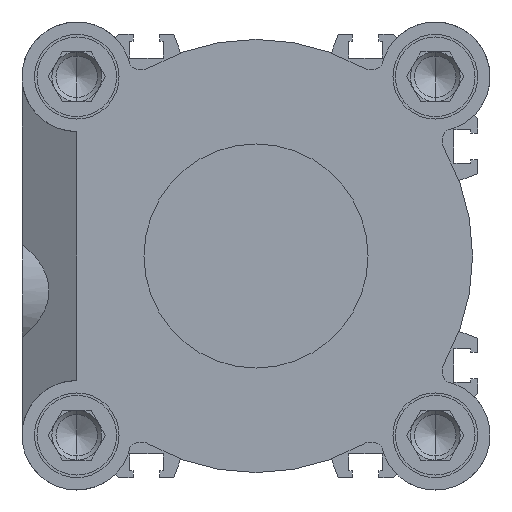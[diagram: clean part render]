
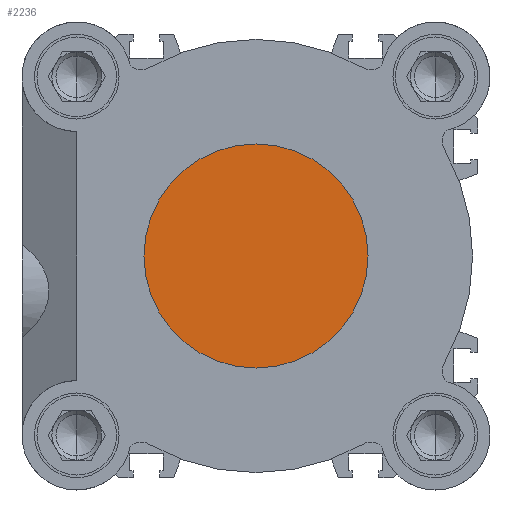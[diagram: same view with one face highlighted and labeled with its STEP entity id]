
A CAD part, left-side view. The second image highlights one B-rep face of the part: STEP entity #2236.
In plain terms, the highlighted face is planar.
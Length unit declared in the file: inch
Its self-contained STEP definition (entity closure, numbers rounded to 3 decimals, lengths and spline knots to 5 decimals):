
#294 = AXIS2_PLACEMENT_3D ( 'NONE', #9622, #10584, #4720 ) ;
#576 = CIRCLE ( 'NONE', #11045, 0.88583 ) ;
#837 = DIRECTION ( 'NONE',  ( -1., 0., 0. ) ) ;
#2236 = ADVANCED_FACE ( 'NONE', ( #8753 ), #2692, .F. ) ;
#2692 = PLANE ( 'NONE',  #294 ) ;
#3168 = DIRECTION ( 'NONE',  ( -1., 0., 0. ) ) ;
#4642 = CIRCLE ( 'NONE', #12642, 0.88583 ) ;
#4720 = DIRECTION ( 'NONE',  ( 0., 0., 1. ) ) ;
#5170 = ORIENTED_EDGE ( 'NONE', *, *, #12473, .F. ) ;
#5202 = EDGE_CURVE ( 'NONE', #12511, #8639, #4642, .T. ) ;
#6654 = ORIENTED_EDGE ( 'NONE', *, *, #5202, .F. ) ;
#6797 = CARTESIAN_POINT ( 'NONE',  ( 1.65354, 0., 0. ) ) ;
#7769 = DIRECTION ( 'NONE',  ( 0., 0., 1. ) ) ;
#8639 = VERTEX_POINT ( 'NONE', #11938 ) ;
#8753 = FACE_OUTER_BOUND ( 'NONE', #11292, .T. ) ;
#9080 = CARTESIAN_POINT ( 'NONE',  ( 1.65354, 0., 0. ) ) ;
#9622 = CARTESIAN_POINT ( 'NONE',  ( 1.65354, 0.88583, 0. ) ) ;
#10085 = DIRECTION ( 'NONE',  ( 0., 0., 1. ) ) ;
#10584 = DIRECTION ( 'NONE',  ( -1., 0., 0. ) ) ;
#11045 = AXIS2_PLACEMENT_3D ( 'NONE', #9080, #3168, #10085 ) ;
#11292 = EDGE_LOOP ( 'NONE', ( #5170, #6654 ) ) ;
#11938 = CARTESIAN_POINT ( 'NONE',  ( 1.65354, 0., 0.88583 ) ) ;
#12107 = CARTESIAN_POINT ( 'NONE',  ( 1.65354, 0., -0.88583 ) ) ;
#12473 = EDGE_CURVE ( 'NONE', #8639, #12511, #576, .T. ) ;
#12511 = VERTEX_POINT ( 'NONE', #12107 ) ;
#12642 = AXIS2_PLACEMENT_3D ( 'NONE', #6797, #837, #7769 ) ;
